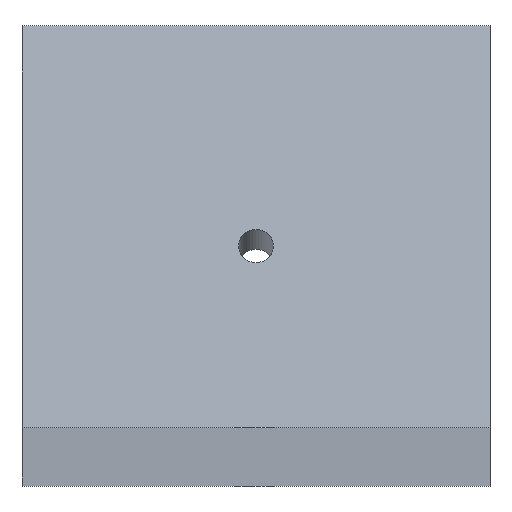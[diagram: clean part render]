
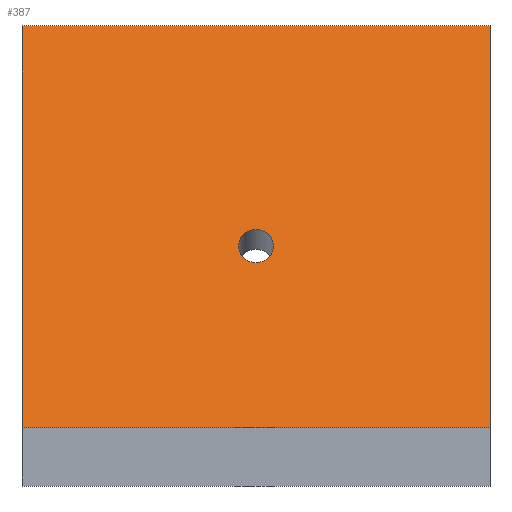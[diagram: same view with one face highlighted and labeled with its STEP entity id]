
A CAD part, front view. The second image highlights one B-rep face of the part: STEP entity #387.
In plain terms, the highlighted planar face has unit normal (0, -0.941, 0.339).
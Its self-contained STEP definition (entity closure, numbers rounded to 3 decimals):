
#95=DIRECTION('',(-1.,0.,0.));
#96=VECTOR('',#95,40.);
#97=CARTESIAN_POINT('',(0.,31.486,5.));
#98=LINE('',#97,#96);
#99=DIRECTION('',(0.,0.339,0.941));
#100=VECTOR('',#99,36.486);
#101=CARTESIAN_POINT('',(-40.,31.486,5.));
#102=LINE('',#101,#100);
#103=DIRECTION('',(1.,0.,0.));
#104=VECTOR('',#103,40.);
#105=CARTESIAN_POINT('',(-40.,43.845,39.329));
#106=LINE('',#105,#104);
#107=DIRECTION('',(0.,-0.339,-0.941));
#108=VECTOR('',#107,36.486);
#109=CARTESIAN_POINT('',(0.,43.845,39.329));
#110=LINE('',#109,#108);
#111=CARTESIAN_POINT('',(-20.,37.07,20.511));
#112=DIRECTION('',(0.,0.941,-0.339));
#113=DIRECTION('',(-1.,0.,0.));
#114=AXIS2_PLACEMENT_3D('',#111,#112,#113);
#116=CARTESIAN_POINT('',(-20.,37.07,20.511));
#117=DIRECTION('',(0.,0.941,-0.339));
#118=DIRECTION('',(1.,0.,0.));
#119=AXIS2_PLACEMENT_3D('',#116,#117,#118);
#179=CARTESIAN_POINT('',(-40.,31.486,5.));
#180=CARTESIAN_POINT('',(-40.,43.845,39.329));
#181=VERTEX_POINT('',#179);
#182=VERTEX_POINT('',#180);
#183=CARTESIAN_POINT('',(0.,43.845,39.329));
#184=VERTEX_POINT('',#183);
#185=CARTESIAN_POINT('',(0.,31.486,5.));
#186=VERTEX_POINT('',#185);
#199=CARTESIAN_POINT('',(-21.5,37.07,20.511));
#200=CARTESIAN_POINT('',(-18.5,37.07,20.511));
#201=VERTEX_POINT('',#199);
#202=VERTEX_POINT('',#200);
#369=CARTESIAN_POINT('',(-40.,30.296,1.694));
#370=DIRECTION('',(0.,0.941,-0.339));
#371=DIRECTION('',(-1.,0.,0.));
#372=AXIS2_PLACEMENT_3D('',#369,#370,#371);
#373=PLANE('',#372);
#375=ORIENTED_EDGE('',*,*,#374,.T.);
#376=ORIENTED_EDGE('',*,*,#324,.T.);
#377=ORIENTED_EDGE('',*,*,#338,.T.);
#378=ORIENTED_EDGE('',*,*,#352,.T.);
#379=EDGE_LOOP('',(#375,#376,#377,#378));
#380=FACE_OUTER_BOUND('',#379,.F.);
#382=ORIENTED_EDGE('',*,*,#381,.F.);
#384=ORIENTED_EDGE('',*,*,#383,.F.);
#385=EDGE_LOOP('',(#382,#384));
#386=FACE_BOUND('',#385,.F.);
#387=ADVANCED_FACE('',(#380,#386),#373,.F.);
#115=CIRCLE('',#114,1.5);
#120=CIRCLE('',#119,1.5);
#324=EDGE_CURVE('',#181,#182,#102,.T.);
#338=EDGE_CURVE('',#182,#184,#106,.T.);
#352=EDGE_CURVE('',#184,#186,#110,.T.);
#374=EDGE_CURVE('',#186,#181,#98,.T.);
#381=EDGE_CURVE('',#201,#202,#115,.T.);
#383=EDGE_CURVE('',#202,#201,#120,.T.);
